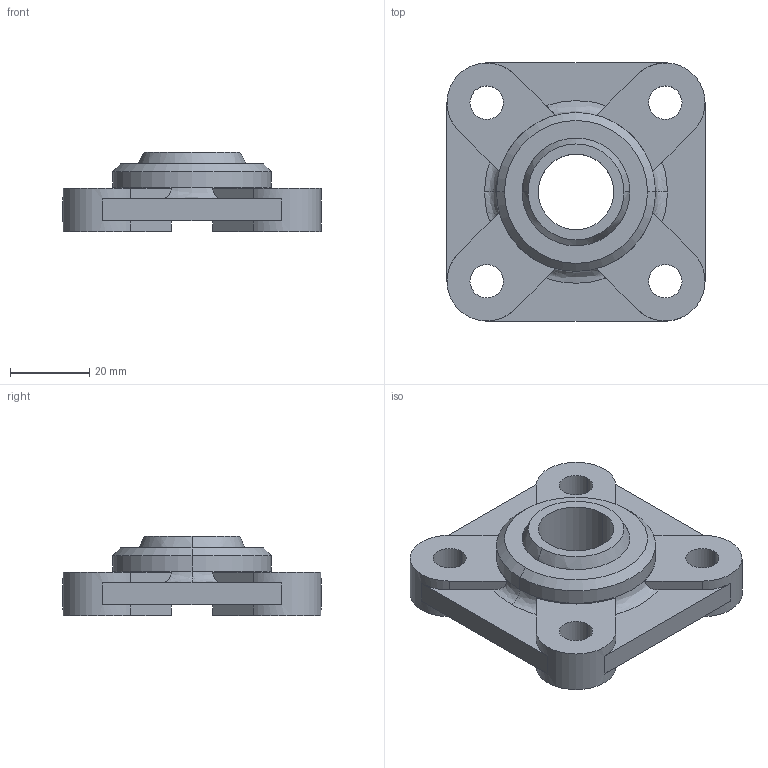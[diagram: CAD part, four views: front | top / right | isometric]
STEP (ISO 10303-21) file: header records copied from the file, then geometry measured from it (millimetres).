
FILE_DESCRIPTION (( 'STEP AP214' ), '1' );
FILE_NAME ('A-EFSI-12.step', '2017-11-29T20:12:10', ( '' ), ( '' ), 'SwSTEP 2.0', 'SolidWorks 2017', '' );
FILE_SCHEMA (( 'AUTOMOTIVE_DESIGN' ));
Length unit declared in the file: inch
Products named in the file (1): A-EFSI-12
Bounding box: 65 x 65 x 20 mm (x, y, z)
Volume: 34485.8 mm3; surface area: 15237.2 mm2
Topology: 2 solids, 2 shells, 74 faces, 198 edges, 126 vertices
Faces by surface type: plane 40, cylinder 24, bspline 6, cone 4
Entity records: 3731 total; most frequent: CARTESIAN_POINT 847, DIRECTION 398, ORIENTED_EDGE 388, EDGE_CURVE 194, AXIS2_PLACEMENT_3D 153, VERTEX_POINT 126, LINE 92, VECTOR 92
